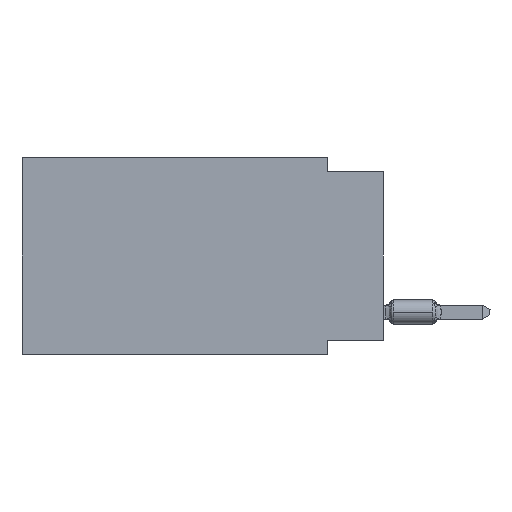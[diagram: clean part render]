
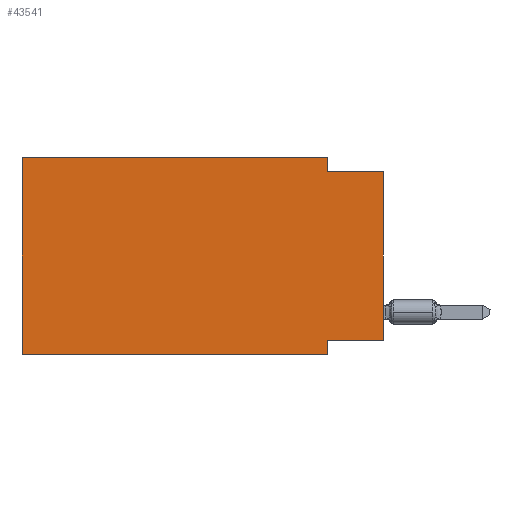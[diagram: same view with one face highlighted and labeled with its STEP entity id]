
A CAD part, left-side view. The second image highlights one B-rep face of the part: STEP entity #43541.
In plain terms, the highlighted planar face has unit normal (-1, 0, 0).
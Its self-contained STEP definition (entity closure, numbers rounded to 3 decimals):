
#3049 = LINE ( 'NONE', #8070, #49211 ) ;
#4014 = VECTOR ( 'NONE', #13453, 1000. ) ;
#4144 = LINE ( 'NONE', #60259, #6407 ) ;
#5868 = DIRECTION ( 'NONE',  ( 0., 0., -1. ) ) ;
#6407 = VECTOR ( 'NONE', #29201, 1000. ) ;
#6716 = EDGE_CURVE ( 'NONE', #32375, #58359, #64655, .T. ) ;
#6925 = LINE ( 'NONE', #23252, #55577 ) ;
#7740 = CARTESIAN_POINT ( 'NONE',  ( 0., 0., -0.635 ) ) ;
#7996 = ORIENTED_EDGE ( 'NONE', *, *, #18111, .F. ) ;
#8070 = CARTESIAN_POINT ( 'NONE',  ( 0., 2.54, -8.89 ) ) ;
#8218 = DIRECTION ( 'NONE',  ( 0., 1., 0. ) ) ;
#11852 = DIRECTION ( 'NONE',  ( 0., 0., 1. ) ) ;
#12677 = VECTOR ( 'NONE', #61304, 1000. ) ;
#12801 = CARTESIAN_POINT ( 'NONE',  ( 0., 16.383, -8.89 ) ) ;
#13453 = DIRECTION ( 'NONE',  ( 0., -1., 0. ) ) ;
#13830 = VECTOR ( 'NONE', #61018, 1000. ) ;
#14577 = CARTESIAN_POINT ( 'NONE',  ( 0., 2.54, -8.255 ) ) ;
#15191 = VECTOR ( 'NONE', #19663, 1000. ) ;
#15780 = EDGE_CURVE ( 'NONE', #16092, #55206, #6925, .T. ) ;
#16092 = VERTEX_POINT ( 'NONE', #29265 ) ;
#16533 = FACE_OUTER_BOUND ( 'NONE', #44567, .T. ) ;
#16853 = AXIS2_PLACEMENT_3D ( 'NONE', #56976, #26222, #5868 ) ;
#17752 = VERTEX_POINT ( 'NONE', #33535 ) ;
#18111 = EDGE_CURVE ( 'NONE', #55206, #17752, #3049, .T. ) ;
#18882 = CARTESIAN_POINT ( 'NONE',  ( 0., 16.383, 0. ) ) ;
#19663 = DIRECTION ( 'NONE',  ( 0., 0., -1. ) ) ;
#19834 = ORIENTED_EDGE ( 'NONE', *, *, #46402, .F. ) ;
#22891 = CARTESIAN_POINT ( 'NONE',  ( 0., 16.383, 0. ) ) ;
#23252 = CARTESIAN_POINT ( 'NONE',  ( 0., 0., -8.255 ) ) ;
#26222 = DIRECTION ( 'NONE',  ( 1., 0., 0. ) ) ;
#27560 = VERTEX_POINT ( 'NONE', #41300 ) ;
#28130 = VERTEX_POINT ( 'NONE', #7740 ) ;
#29043 = CARTESIAN_POINT ( 'NONE',  ( 0., 2.54, 0. ) ) ;
#29201 = DIRECTION ( 'NONE',  ( 0., 0., 1. ) ) ;
#29265 = CARTESIAN_POINT ( 'NONE',  ( 0., 0., -8.255 ) ) ;
#29478 = ORIENTED_EDGE ( 'NONE', *, *, #35513, .T. ) ;
#30913 = CARTESIAN_POINT ( 'NONE',  ( 0., 16.383, 0. ) ) ;
#32375 = VERTEX_POINT ( 'NONE', #51730 ) ;
#33132 = DIRECTION ( 'NONE',  ( 0., 0., -1. ) ) ;
#33535 = CARTESIAN_POINT ( 'NONE',  ( 0., 2.54, -8.89 ) ) ;
#35017 = LINE ( 'NONE', #29043, #15191 ) ;
#35513 = EDGE_CURVE ( 'NONE', #32375, #17752, #43869, .T. ) ;
#35669 = VERTEX_POINT ( 'NONE', #57309 ) ;
#35973 = ORIENTED_EDGE ( 'NONE', *, *, #64664, .F. ) ;
#37837 = ORIENTED_EDGE ( 'NONE', *, *, #65502, .F. ) ;
#38984 = ORIENTED_EDGE ( 'NONE', *, *, #15780, .F. ) ;
#39955 = VECTOR ( 'NONE', #11852, 1000. ) ;
#41300 = CARTESIAN_POINT ( 'NONE',  ( 0., 2.54, -0.635 ) ) ;
#41498 = ORIENTED_EDGE ( 'NONE', *, *, #6716, .F. ) ;
#41965 = CARTESIAN_POINT ( 'NONE',  ( 0., 0., -0.635 ) ) ;
#43541 = ADVANCED_FACE ( 'NONE', ( #16533 ), #47305, .F. ) ;
#43869 = LINE ( 'NONE', #12801, #4014 ) ;
#44567 = EDGE_LOOP ( 'NONE', ( #56672, #37837, #19834, #35973, #41498, #29478, #7996, #38984 ) ) ;
#46402 = EDGE_CURVE ( 'NONE', #35669, #27560, #35017, .T. ) ;
#46988 = LINE ( 'NONE', #41965, #13830 ) ;
#47305 = PLANE ( 'NONE',  #16853 ) ;
#49211 = VECTOR ( 'NONE', #33132, 1000. ) ;
#51730 = CARTESIAN_POINT ( 'NONE',  ( 0., 16.383, -8.89 ) ) ;
#55206 = VERTEX_POINT ( 'NONE', #14577 ) ;
#55577 = VECTOR ( 'NONE', #8218, 1000. ) ;
#56672 = ORIENTED_EDGE ( 'NONE', *, *, #59119, .T. ) ;
#56976 = CARTESIAN_POINT ( 'NONE',  ( 0., 16.383, 0. ) ) ;
#57309 = CARTESIAN_POINT ( 'NONE',  ( 0., 2.54, 0. ) ) ;
#58359 = VERTEX_POINT ( 'NONE', #22891 ) ;
#59119 = EDGE_CURVE ( 'NONE', #16092, #28130, #4144, .T. ) ;
#60259 = CARTESIAN_POINT ( 'NONE',  ( 0., 0., 0. ) ) ;
#61018 = DIRECTION ( 'NONE',  ( 0., -1., 0. ) ) ;
#61304 = DIRECTION ( 'NONE',  ( 0., -1., 0. ) ) ;
#61985 = LINE ( 'NONE', #30913, #12677 ) ;
#64655 = LINE ( 'NONE', #18882, #39955 ) ;
#64664 = EDGE_CURVE ( 'NONE', #58359, #35669, #61985, .T. ) ;
#65502 = EDGE_CURVE ( 'NONE', #27560, #28130, #46988, .T. ) ;
